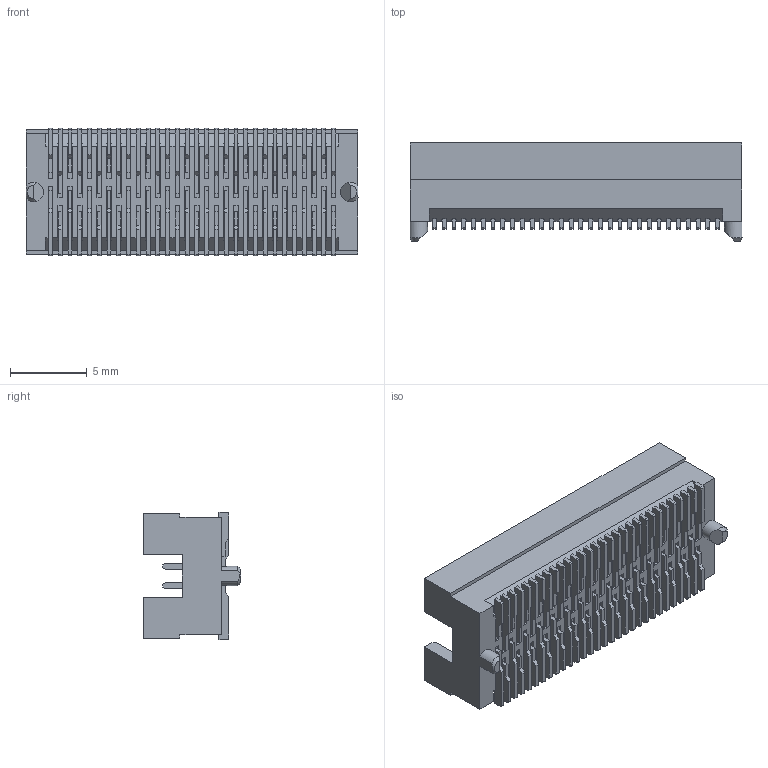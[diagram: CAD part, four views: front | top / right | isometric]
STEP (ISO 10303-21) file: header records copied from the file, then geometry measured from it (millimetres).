
FILE_DESCRIPTION((''),'2;1');
FILE_NAME('FBB12709_ASM','2026-03-16T18:21:49',('gongchengVV'),(''),'CREO PARAMETRIC BY PTC INC, 2020033','CREO PARAMETRIC BY PTC INC, 2020033','');
FILE_SCHEMA(('CONFIG_CONTROL_DESIGN'));
Length unit declared in the file: millimetre
Products named in the file (1): FBB12709_ASM
Bounding box: 21.59 x 6.37 x 8.27 mm (x, y, z)
Volume: 361.4 mm3; surface area: 1344.8 mm2
Topology: 1 solids, 1 shells, 1610 faces, 4613 edges, 3074 vertices
Faces by surface type: plane 1546, cylinder 62, cone 2
Entity records: 51682 total; most frequent: CARTESIAN_POINT 9364, ORIENTED_EDGE 9226, DIRECTION 7953, EDGE_CURVE 4613, VECTOR 4477, LINE 4477, VERTEX_POINT 3074, AXIS2_PLACEMENT_3D 1738
